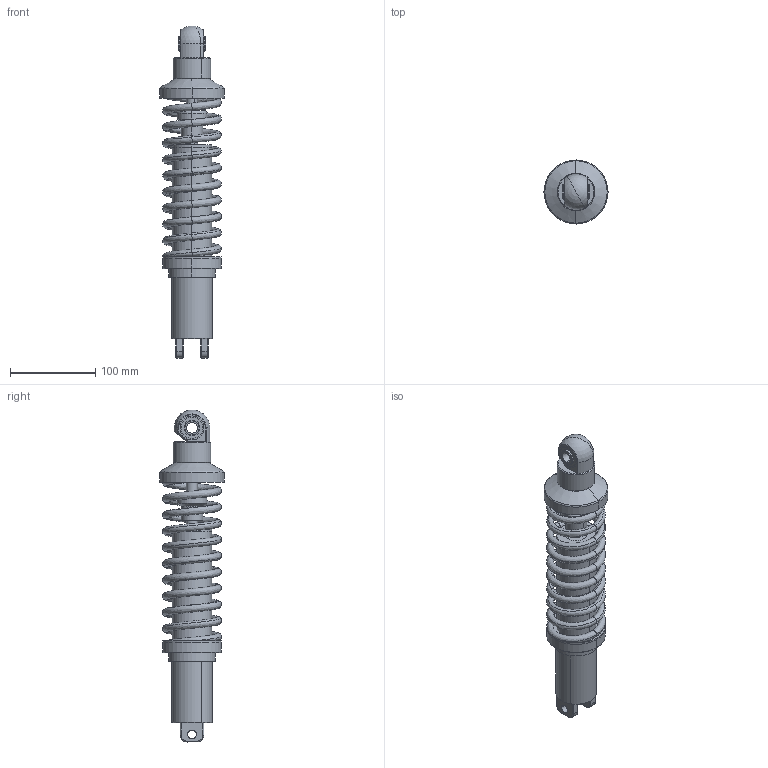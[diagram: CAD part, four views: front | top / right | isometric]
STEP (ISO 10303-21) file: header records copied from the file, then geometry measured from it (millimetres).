
FILE_DESCRIPTION(('CATIA V5 STEP Exchange','CAx-IF Rec.Pracs.--- Composite Materials ---3.4---2017-06-13'),'2;1');
FILE_NAME('shock absorber 1.stp','2024-08-07T12:37:36+00:00',('none'),('none'),'CATIA Version 5-6 Release 2020 SP6','CATIA V5 STEP AP203 v2','none');
FILE_SCHEMA(('CONFIG_CONTROL_DESIGN'));
Length unit declared in the file: millimetre
Products named in the file (1): Product1
Assembly tree (12 placements, depth 2):
  Product1
    #57
    #873
    #1529
    #1789
    #1893
    #2196
    #2507
    #2676
    #2845
    #7454
    #7623
    #7840
Bounding box: 75 x 75 x 388.5 mm (x, y, z)
Volume: 699727 mm3; surface area: 163964.1 mm2
Topology: 12 solids, 12 shells, 207 faces, 438 edges, 263 vertices
Faces by surface type: cylinder 90, plane 47, bspline 42, torus 18, cone 8, sphere 2
Entity records: 8866 total; most frequent: CARTESIAN_POINT 4795, ORIENTED_EDGE 872, DIRECTION 617, EDGE_CURVE 436, AXIS2_PLACEMENT_3D 347, VERTEX_POINT 263, EDGE_LOOP 239, CIRCLE 208
